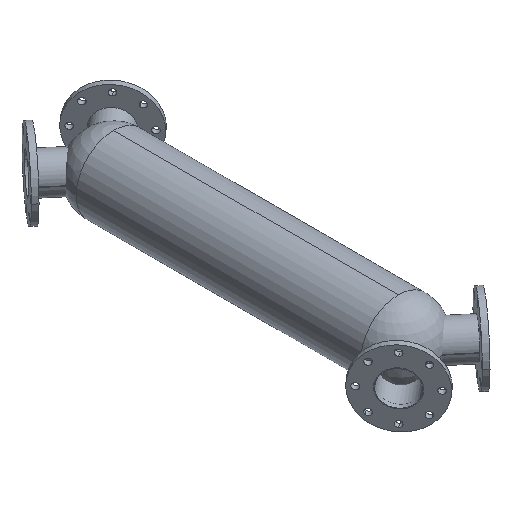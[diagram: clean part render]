
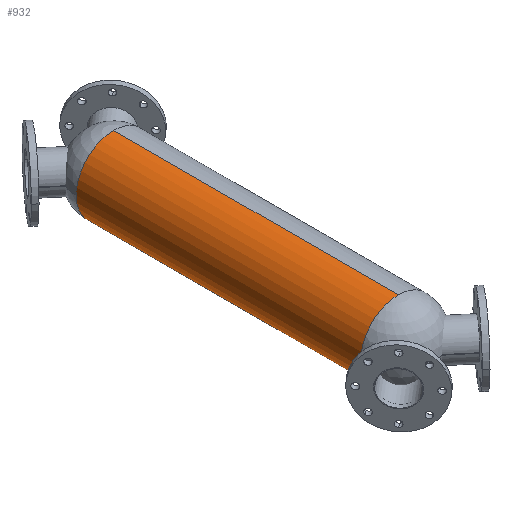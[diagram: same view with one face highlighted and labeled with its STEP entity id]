
A CAD part, isometric view. The second image highlights one B-rep face of the part: STEP entity #932.
In plain terms, the highlighted cylindrical face has radius 109.5 mm (diameter 219 mm), a partial arc.
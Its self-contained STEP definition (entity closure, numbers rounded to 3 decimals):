
#26 = ORIENTED_EDGE ( 'NONE', *, *, #3322, .T. ) ;
#36 = DIRECTION ( 'NONE',  ( 0., -1., 0. ) ) ;
#37 = CARTESIAN_POINT ( 'NONE',  ( 0., -415.5, 0. ) ) ;
#183 = LINE ( 'NONE', #3312, #4156 ) ;
#201 = CYLINDRICAL_SURFACE ( 'NONE', #2840, 109.5 ) ;
#293 = DIRECTION ( 'NONE',  ( 0., -1., 0. ) ) ;
#426 = DIRECTION ( 'NONE',  ( 0., 0., -1. ) ) ;
#542 = CARTESIAN_POINT ( 'NONE',  ( 0., 415.5, 0. ) ) ;
#778 = CARTESIAN_POINT ( 'NONE',  ( 0., -415.5, 109.5 ) ) ;
#926 = DIRECTION ( 'NONE',  ( 0., 0., -1. ) ) ;
#932 = ADVANCED_FACE ( 'NONE', ( #1345 ), #201, .T. ) ;
#957 = CIRCLE ( 'NONE', #2849, 109.5 ) ;
#997 = DIRECTION ( 'NONE',  ( 0., -1., 0. ) ) ;
#1100 = EDGE_CURVE ( 'NONE', #2441, #2414, #1646, .T. ) ;
#1294 = CARTESIAN_POINT ( 'NONE',  ( 0., -415.5, -109.5 ) ) ;
#1345 = FACE_OUTER_BOUND ( 'NONE', #4164, .T. ) ;
#1598 = AXIS2_PLACEMENT_3D ( 'NONE', #4462, #1776, #4078 ) ;
#1646 = CIRCLE ( 'NONE', #3800, 109.5 ) ;
#1756 = EDGE_CURVE ( 'NONE', #3265, #4610, #1951, .T. ) ;
#1776 = DIRECTION ( 'NONE',  ( 0., -1., 0. ) ) ;
#1951 = CIRCLE ( 'NONE', #1598, 109.5 ) ;
#1974 = CARTESIAN_POINT ( 'NONE',  ( 0., 415.5, 109.5 ) ) ;
#2059 = CARTESIAN_POINT ( 'NONE',  ( 0., 415.5, -109.5 ) ) ;
#2085 = ORIENTED_EDGE ( 'NONE', *, *, #1756, .F. ) ;
#2306 = DIRECTION ( 'NONE',  ( 0., -1., 0. ) ) ;
#2361 = CARTESIAN_POINT ( 'NONE',  ( 0., 415.5, 0. ) ) ;
#2414 = VERTEX_POINT ( 'NONE', #3860 ) ;
#2441 = VERTEX_POINT ( 'NONE', #1974 ) ;
#2746 = DIRECTION ( 'NONE',  ( 0., 0., -1. ) ) ;
#2748 = DIRECTION ( 'NONE',  ( 0., -1., 0. ) ) ;
#2759 = VERTEX_POINT ( 'NONE', #2059 ) ;
#2840 = AXIS2_PLACEMENT_3D ( 'NONE', #3765, #293, #4913 ) ;
#2849 = AXIS2_PLACEMENT_3D ( 'NONE', #37, #2748, #426 ) ;
#2947 = EDGE_CURVE ( 'NONE', #2759, #4802, #183, .T. ) ;
#3255 = DIRECTION ( 'NONE',  ( 0., -1., 0. ) ) ;
#3265 = VERTEX_POINT ( 'NONE', #778 ) ;
#3312 = CARTESIAN_POINT ( 'NONE',  ( 0., 0., -109.5 ) ) ;
#3322 = EDGE_CURVE ( 'NONE', #2414, #2759, #3494, .T. ) ;
#3494 = CIRCLE ( 'NONE', #4561, 109.5 ) ;
#3664 = EDGE_CURVE ( 'NONE', #2441, #3265, #4925, .T. ) ;
#3765 = CARTESIAN_POINT ( 'NONE',  ( 0., 0., 0. ) ) ;
#3800 = AXIS2_PLACEMENT_3D ( 'NONE', #2361, #36, #2746 ) ;
#3808 = ORIENTED_EDGE ( 'NONE', *, *, #4081, .F. ) ;
#3860 = CARTESIAN_POINT ( 'NONE',  ( -109.5, 415.5, 0. ) ) ;
#3908 = ORIENTED_EDGE ( 'NONE', *, *, #2947, .T. ) ;
#3912 = ORIENTED_EDGE ( 'NONE', *, *, #3664, .F. ) ;
#4078 = DIRECTION ( 'NONE',  ( 0., 0., -1. ) ) ;
#4081 = EDGE_CURVE ( 'NONE', #4610, #4802, #957, .T. ) ;
#4156 = VECTOR ( 'NONE', #997, 1000. ) ;
#4164 = EDGE_LOOP ( 'NONE', ( #3912, #4822, #26, #3908, #3808, #2085 ) ) ;
#4205 = CARTESIAN_POINT ( 'NONE',  ( 0., 0., 109.5 ) ) ;
#4462 = CARTESIAN_POINT ( 'NONE',  ( 0., -415.5, 0. ) ) ;
#4561 = AXIS2_PLACEMENT_3D ( 'NONE', #542, #3255, #926 ) ;
#4610 = VERTEX_POINT ( 'NONE', #4628 ) ;
#4628 = CARTESIAN_POINT ( 'NONE',  ( -109.5, -415.5, 0. ) ) ;
#4802 = VERTEX_POINT ( 'NONE', #1294 ) ;
#4803 = VECTOR ( 'NONE', #2306, 1000. ) ;
#4822 = ORIENTED_EDGE ( 'NONE', *, *, #1100, .T. ) ;
#4913 = DIRECTION ( 'NONE',  ( 0., 0., -1. ) ) ;
#4925 = LINE ( 'NONE', #4205, #4803 ) ;
